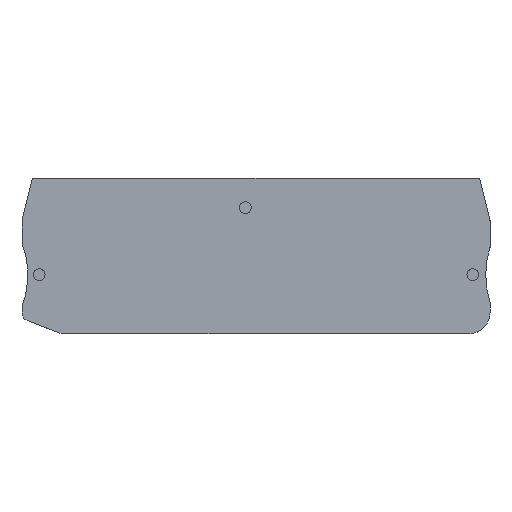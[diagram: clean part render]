
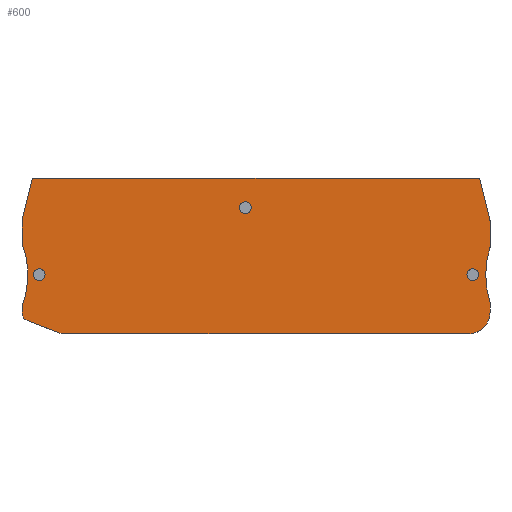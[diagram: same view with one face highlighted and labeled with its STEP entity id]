
A CAD part, top view. The second image highlights one B-rep face of the part: STEP entity #600.
In plain terms, the highlighted planar face has unit normal (0, 0, 1).
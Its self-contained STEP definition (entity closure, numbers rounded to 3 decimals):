
#85=DIRECTION('',(1.,0.,0.));
#86=VECTOR('',#85,75.429);
#87=CARTESIAN_POINT('',(-35.829,0.,2.2));
#88=LINE('',#87,#86);
#97=CARTESIAN_POINT('',(41.259,28.5,2.2));
#98=DIRECTION('',(0.,0.,1.));
#99=DIRECTION('',(0.97,0.242,0.));
#100=AXIS2_PLACEMENT_3D('',#97,#98,#99);
#102=CARTESIAN_POINT('',(42.6,21.056,2.2));
#103=DIRECTION('',(0.,0.,1.));
#104=DIRECTION('',(1.,0.,0.));
#105=AXIS2_PLACEMENT_3D('',#102,#103,#104);
#107=DIRECTION('',(0.,1.,0.));
#108=VECTOR('',#107,4.903);
#109=CARTESIAN_POINT('',(43.6,16.154,2.2));
#110=LINE('',#109,#108);
#111=CARTESIAN_POINT('',(42.6,16.154,2.2));
#112=DIRECTION('',(0.,0.,1.));
#113=DIRECTION('',(0.953,-0.303,0.));
#114=AXIS2_PLACEMENT_3D('',#111,#112,#113);
#116=CARTESIAN_POINT('',(58.8,11.,2.2));
#117=DIRECTION('',(0.,0.,-1.));
#118=DIRECTION('',(-0.953,-0.303,0.));
#119=AXIS2_PLACEMENT_3D('',#116,#117,#118);
#121=CARTESIAN_POINT('',(42.6,5.846,2.2));
#122=DIRECTION('',(0.,0.,1.));
#123=DIRECTION('',(1.,0.,0.));
#124=AXIS2_PLACEMENT_3D('',#121,#122,#123);
#126=DIRECTION('',(0.,1.,0.));
#127=VECTOR('',#126,1.846);
#128=CARTESIAN_POINT('',(43.6,4.,2.2));
#129=LINE('',#128,#127);
#130=CARTESIAN_POINT('',(39.6,4.,2.2));
#131=DIRECTION('',(0.,0.,1.));
#132=DIRECTION('',(0.,-1.,0.));
#133=AXIS2_PLACEMENT_3D('',#130,#131,#132);
#135=CARTESIAN_POINT('',(-35.829,2.,2.2));
#136=DIRECTION('',(0.,0.,1.));
#137=DIRECTION('',(-0.358,-0.934,0.));
#138=AXIS2_PLACEMENT_3D('',#135,#136,#137);
#140=DIRECTION('',(0.934,-0.358,0.));
#141=VECTOR('',#140,6.525);
#142=CARTESIAN_POINT('',(-42.638,2.471,2.2));
#143=LINE('',#142,#141);
#144=CARTESIAN_POINT('',(-42.1,3.872,2.2));
#145=DIRECTION('',(0.,0.,1.));
#146=DIRECTION('',(-1.,0.,0.));
#147=AXIS2_PLACEMENT_3D('',#144,#145,#146);
#149=DIRECTION('',(0.,-1.,0.));
#150=VECTOR('',#149,1.298);
#151=CARTESIAN_POINT('',(-43.6,5.17,2.2));
#152=LINE('',#151,#150);
#153=CARTESIAN_POINT('',(-58.5,11.,2.2));
#154=DIRECTION('',(0.,0.,-1.));
#155=DIRECTION('',(0.935,0.354,0.));
#156=AXIS2_PLACEMENT_3D('',#153,#154,#155);
#158=CARTESIAN_POINT('',(-42.6,17.016,2.2));
#159=DIRECTION('',(0.,0.,1.));
#160=DIRECTION('',(-1.,0.,0.));
#161=AXIS2_PLACEMENT_3D('',#158,#159,#160);
#163=DIRECTION('',(0.,-1.,0.));
#164=VECTOR('',#163,4.04);
#165=CARTESIAN_POINT('',(-43.6,21.056,2.2));
#166=LINE('',#165,#164);
#167=CARTESIAN_POINT('',(-42.6,21.056,2.2));
#168=DIRECTION('',(0.,0.,1.));
#169=DIRECTION('',(-0.97,0.242,0.));
#170=AXIS2_PLACEMENT_3D('',#167,#168,#169);
#172=DIRECTION('',(-0.242,-0.97,0.));
#173=VECTOR('',#172,7.547);
#174=CARTESIAN_POINT('',(-41.745,28.621,2.2));
#175=LINE('',#174,#173);
#176=CARTESIAN_POINT('',(-41.259,28.5,2.2));
#177=DIRECTION('',(0.,0.,1.));
#178=DIRECTION('',(0.,1.,0.));
#179=AXIS2_PLACEMENT_3D('',#176,#177,#178);
#181=CARTESIAN_POINT('',(-2.,23.5,2.2));
#182=DIRECTION('',(0.,0.,1.));
#183=DIRECTION('',(1.,0.,0.));
#184=AXIS2_PLACEMENT_3D('',#181,#182,#183);
#186=CARTESIAN_POINT('',(-2.,23.5,2.2));
#187=DIRECTION('',(0.,0.,1.));
#188=DIRECTION('',(-1.,0.,0.));
#189=AXIS2_PLACEMENT_3D('',#186,#187,#188);
#191=CARTESIAN_POINT('',(-40.4,11.,2.2));
#192=DIRECTION('',(0.,0.,1.));
#193=DIRECTION('',(1.,0.,0.));
#194=AXIS2_PLACEMENT_3D('',#191,#192,#193);
#196=CARTESIAN_POINT('',(-40.4,11.,2.2));
#197=DIRECTION('',(0.,0.,1.));
#198=DIRECTION('',(-1.,0.,0.));
#199=AXIS2_PLACEMENT_3D('',#196,#197,#198);
#201=CARTESIAN_POINT('',(40.4,11.,2.2));
#202=DIRECTION('',(0.,0.,1.));
#203=DIRECTION('',(1.,0.,0.));
#204=AXIS2_PLACEMENT_3D('',#201,#202,#203);
#206=CARTESIAN_POINT('',(40.4,11.,2.2));
#207=DIRECTION('',(0.,0.,1.));
#208=DIRECTION('',(-1.,0.,0.));
#209=AXIS2_PLACEMENT_3D('',#206,#207,#208);
#219=DIRECTION('',(-1.,0.,0.));
#220=VECTOR('',#219,82.519);
#221=CARTESIAN_POINT('',(41.259,29.,2.2));
#222=LINE('',#221,#220);
#227=DIRECTION('',(-0.242,0.97,0.));
#228=VECTOR('',#227,7.547);
#229=CARTESIAN_POINT('',(43.57,21.298,2.2));
#230=LINE('',#229,#228);
#383=CARTESIAN_POINT('',(-41.259,29.,2.2));
#384=CARTESIAN_POINT('',(-41.745,28.621,2.2));
#385=VERTEX_POINT('',#383);
#386=VERTEX_POINT('',#384);
#387=CARTESIAN_POINT('',(-43.57,21.298,2.2));
#388=VERTEX_POINT('',#387);
#389=CARTESIAN_POINT('',(-43.6,21.056,2.2));
#390=VERTEX_POINT('',#389);
#391=CARTESIAN_POINT('',(-43.6,17.016,2.2));
#392=VERTEX_POINT('',#391);
#393=CARTESIAN_POINT('',(-43.535,16.662,2.2));
#394=VERTEX_POINT('',#393);
#395=CARTESIAN_POINT('',(-43.6,5.17,2.2));
#396=VERTEX_POINT('',#395);
#397=CARTESIAN_POINT('',(-43.6,3.872,2.2));
#398=VERTEX_POINT('',#397);
#399=CARTESIAN_POINT('',(-42.638,2.471,2.2));
#400=VERTEX_POINT('',#399);
#401=CARTESIAN_POINT('',(-36.546,0.133,2.2));
#402=VERTEX_POINT('',#401);
#403=CARTESIAN_POINT('',(-35.829,0.,2.2));
#404=VERTEX_POINT('',#403);
#425=CARTESIAN_POINT('',(41.745,28.621,2.2));
#426=CARTESIAN_POINT('',(41.259,29.,2.2));
#427=VERTEX_POINT('',#425);
#428=VERTEX_POINT('',#426);
#429=CARTESIAN_POINT('',(39.6,0.,2.2));
#430=CARTESIAN_POINT('',(43.6,4.,2.2));
#431=VERTEX_POINT('',#429);
#432=VERTEX_POINT('',#430);
#433=CARTESIAN_POINT('',(43.6,5.846,2.2));
#434=VERTEX_POINT('',#433);
#435=CARTESIAN_POINT('',(43.553,6.15,2.2));
#436=VERTEX_POINT('',#435);
#437=CARTESIAN_POINT('',(43.553,15.85,2.2));
#438=VERTEX_POINT('',#437);
#439=CARTESIAN_POINT('',(43.6,16.154,2.2));
#440=VERTEX_POINT('',#439);
#441=CARTESIAN_POINT('',(43.6,21.056,2.2));
#442=VERTEX_POINT('',#441);
#443=CARTESIAN_POINT('',(43.57,21.298,2.2));
#444=VERTEX_POINT('',#443);
#457=CARTESIAN_POINT('',(-0.9,23.5,2.2));
#458=CARTESIAN_POINT('',(-3.1,23.5,2.2));
#459=VERTEX_POINT('',#457);
#460=VERTEX_POINT('',#458);
#461=CARTESIAN_POINT('',(-39.3,11.,2.2));
#462=CARTESIAN_POINT('',(-41.5,11.,2.2));
#463=VERTEX_POINT('',#461);
#464=VERTEX_POINT('',#462);
#465=CARTESIAN_POINT('',(41.5,11.,2.2));
#466=CARTESIAN_POINT('',(39.3,11.,2.2));
#467=VERTEX_POINT('',#465);
#468=VERTEX_POINT('',#466);
#534=CARTESIAN_POINT('',(0.,0.,2.2));
#535=DIRECTION('',(0.,0.,1.));
#536=DIRECTION('',(1.,0.,0.));
#537=AXIS2_PLACEMENT_3D('',#534,#535,#536);
#538=PLANE('',#537);
#540=ORIENTED_EDGE('',*,*,#539,.F.);
#542=ORIENTED_EDGE('',*,*,#541,.F.);
#544=ORIENTED_EDGE('',*,*,#543,.F.);
#546=ORIENTED_EDGE('',*,*,#545,.F.);
#548=ORIENTED_EDGE('',*,*,#547,.F.);
#550=ORIENTED_EDGE('',*,*,#549,.F.);
#552=ORIENTED_EDGE('',*,*,#551,.F.);
#554=ORIENTED_EDGE('',*,*,#553,.F.);
#556=ORIENTED_EDGE('',*,*,#555,.F.);
#558=ORIENTED_EDGE('',*,*,#557,.F.);
#559=ORIENTED_EDGE('',*,*,#524,.F.);
#561=ORIENTED_EDGE('',*,*,#560,.F.);
#563=ORIENTED_EDGE('',*,*,#562,.F.);
#565=ORIENTED_EDGE('',*,*,#564,.F.);
#567=ORIENTED_EDGE('',*,*,#566,.F.);
#569=ORIENTED_EDGE('',*,*,#568,.F.);
#571=ORIENTED_EDGE('',*,*,#570,.F.);
#573=ORIENTED_EDGE('',*,*,#572,.F.);
#575=ORIENTED_EDGE('',*,*,#574,.F.);
#577=ORIENTED_EDGE('',*,*,#576,.F.);
#579=ORIENTED_EDGE('',*,*,#578,.F.);
#580=EDGE_LOOP('',(#540,#542,#544,#546,#548,#550,#552,#554,#556,#558,#559,#561,
#563,#565,#567,#569,#571,#573,#575,#577,#579));
#581=FACE_OUTER_BOUND('',#580,.F.);
#583=ORIENTED_EDGE('',*,*,#582,.T.);
#585=ORIENTED_EDGE('',*,*,#584,.T.);
#586=EDGE_LOOP('',(#583,#585));
#587=FACE_BOUND('',#586,.F.);
#589=ORIENTED_EDGE('',*,*,#588,.T.);
#591=ORIENTED_EDGE('',*,*,#590,.T.);
#592=EDGE_LOOP('',(#589,#591));
#593=FACE_BOUND('',#592,.F.);
#595=ORIENTED_EDGE('',*,*,#594,.T.);
#597=ORIENTED_EDGE('',*,*,#596,.T.);
#598=EDGE_LOOP('',(#595,#597));
#599=FACE_BOUND('',#598,.F.);
#600=ADVANCED_FACE('',(#581,#587,#593,#599),#538,.T.);
#101=CIRCLE('',#100,0.5);
#106=CIRCLE('',#105,1.);
#115=CIRCLE('',#114,1.);
#120=CIRCLE('',#119,16.);
#125=CIRCLE('',#124,1.);
#134=CIRCLE('',#133,4.);
#139=CIRCLE('',#138,2.);
#148=CIRCLE('',#147,1.5);
#157=CIRCLE('',#156,16.);
#162=CIRCLE('',#161,1.);
#171=CIRCLE('',#170,1.);
#180=CIRCLE('',#179,0.5);
#185=CIRCLE('',#184,1.1);
#190=CIRCLE('',#189,1.1);
#195=CIRCLE('',#194,1.1);
#200=CIRCLE('',#199,1.1);
#205=CIRCLE('',#204,1.1);
#210=CIRCLE('',#209,1.1);
#524=EDGE_CURVE('',#404,#431,#88,.T.);
#539=EDGE_CURVE('',#428,#385,#222,.T.);
#541=EDGE_CURVE('',#427,#428,#101,.T.);
#543=EDGE_CURVE('',#444,#427,#230,.T.);
#545=EDGE_CURVE('',#442,#444,#106,.T.);
#547=EDGE_CURVE('',#440,#442,#110,.T.);
#549=EDGE_CURVE('',#438,#440,#115,.T.);
#551=EDGE_CURVE('',#436,#438,#120,.T.);
#553=EDGE_CURVE('',#434,#436,#125,.T.);
#555=EDGE_CURVE('',#432,#434,#129,.T.);
#557=EDGE_CURVE('',#431,#432,#134,.T.);
#560=EDGE_CURVE('',#402,#404,#139,.T.);
#562=EDGE_CURVE('',#400,#402,#143,.T.);
#564=EDGE_CURVE('',#398,#400,#148,.T.);
#566=EDGE_CURVE('',#396,#398,#152,.T.);
#568=EDGE_CURVE('',#394,#396,#157,.T.);
#570=EDGE_CURVE('',#392,#394,#162,.T.);
#572=EDGE_CURVE('',#390,#392,#166,.T.);
#574=EDGE_CURVE('',#388,#390,#171,.T.);
#576=EDGE_CURVE('',#386,#388,#175,.T.);
#578=EDGE_CURVE('',#385,#386,#180,.T.);
#582=EDGE_CURVE('',#459,#460,#185,.T.);
#584=EDGE_CURVE('',#460,#459,#190,.T.);
#588=EDGE_CURVE('',#463,#464,#195,.T.);
#590=EDGE_CURVE('',#464,#463,#200,.T.);
#594=EDGE_CURVE('',#467,#468,#205,.T.);
#596=EDGE_CURVE('',#468,#467,#210,.T.);
